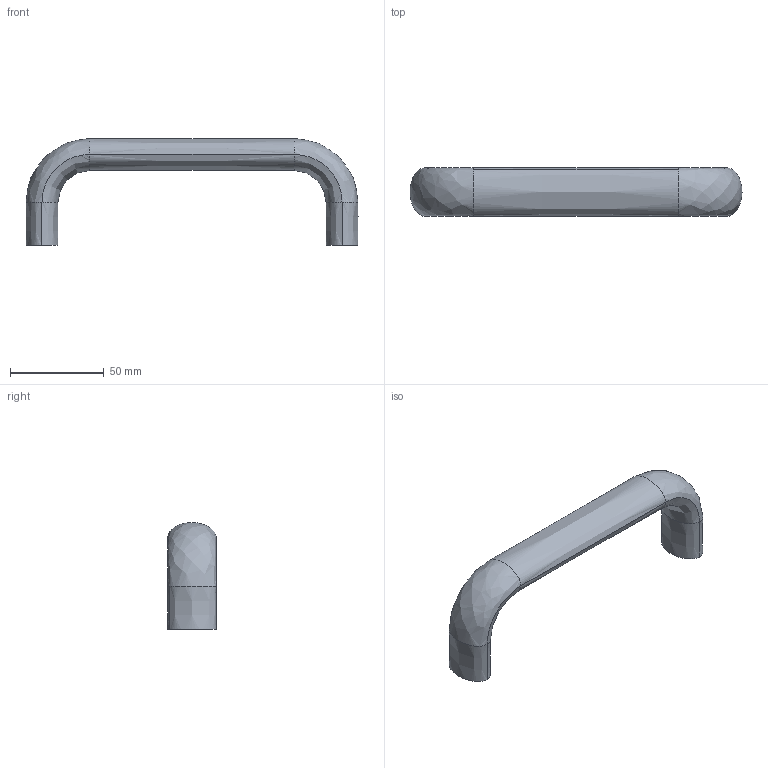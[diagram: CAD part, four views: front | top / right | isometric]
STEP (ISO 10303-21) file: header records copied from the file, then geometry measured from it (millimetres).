
FILE_DESCRIPTION((''),'2;1');
FILE_NAME('','2005-07-15T11:58:14',(''),(''),'','CADfix','');
FILE_SCHEMA(('AUTOMOTIVE_DESIGN'));
Length unit declared in the file: millimetre
Products named in the file (1): pull
Bounding box: 177 x 26 x 57 mm (x, y, z)
Volume: 80355.9 mm3; surface area: 17349.5 mm2
Topology: 1 solids, 1 shells, 18 faces, 52 edges, 38 vertices
Faces by surface type: bspline 18
Entity records: 1749 total; most frequent: CARTESIAN_POINT 1425, ORIENTED_EDGE 104, EDGE_CURVE 52, VERTEX_POINT 38, B_SPLINE_CURVE_WITH_KNOTS 32, EDGE_LOOP 20, FACE_OUTER_BOUND 18, ADVANCED_FACE 18
